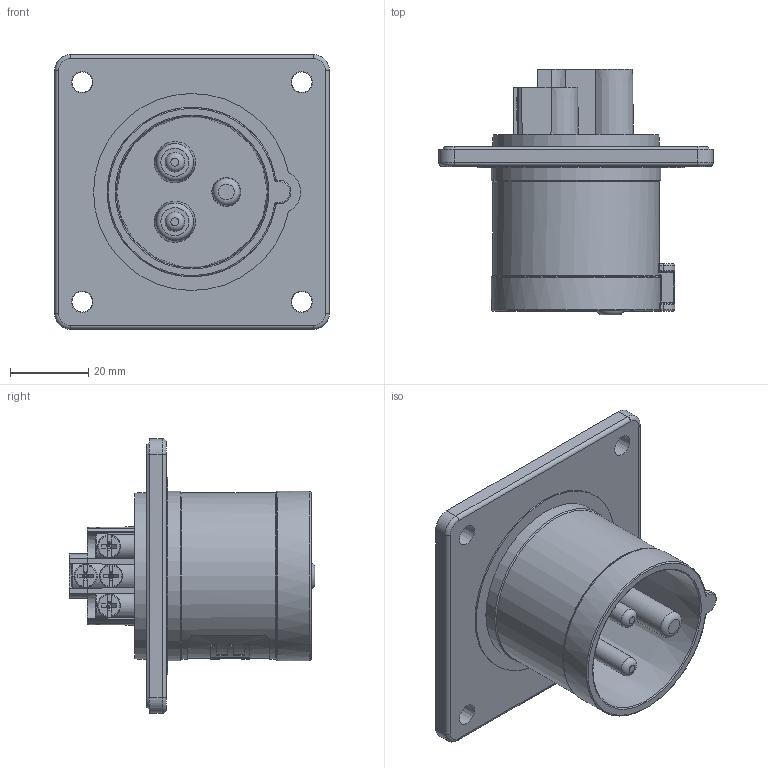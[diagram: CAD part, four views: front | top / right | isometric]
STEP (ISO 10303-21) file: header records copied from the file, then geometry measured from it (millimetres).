
FILE_DESCRIPTION (( 'STEP AP203' ), '1' );
FILE_NAME ('613-6.STEP', '2017-12-20T12:33:34', ( '' ), ( '' ), 'SwSTEP 2.0', 'SolidWorks 2016', '' );
FILE_SCHEMA (( 'CONFIG_CONTROL_DESIGN' ));
Length unit declared in the file: millimetre
Products named in the file (1): 613-6
Bounding box: 70 x 62.7 x 70 mm (x, y, z)
Volume: 38738.2 mm3; surface area: 30484.7 mm2
Topology: 1 solids, 1 shells, 540 faces, 1298 edges, 813 vertices
Faces by surface type: plane 259, cylinder 102, bspline 73, cone 61, torus 39, sphere 6
Full cylindrical faces by diameter (mm): 3.4 x6, 4 x2, 4.7 x1, 5 x2, 7 x3, 8.5 x1, 42.564 x1, 43.2 x1
Entity records: 19586 total; most frequent: CARTESIAN_POINT 8007, ORIENTED_EDGE 2394, DIRECTION 2188, EDGE_CURVE 1197, AXIS2_PLACEMENT_3D 835, VERTEX_POINT 781, EDGE_LOOP 670, FACE_OUTER_BOUND 566
